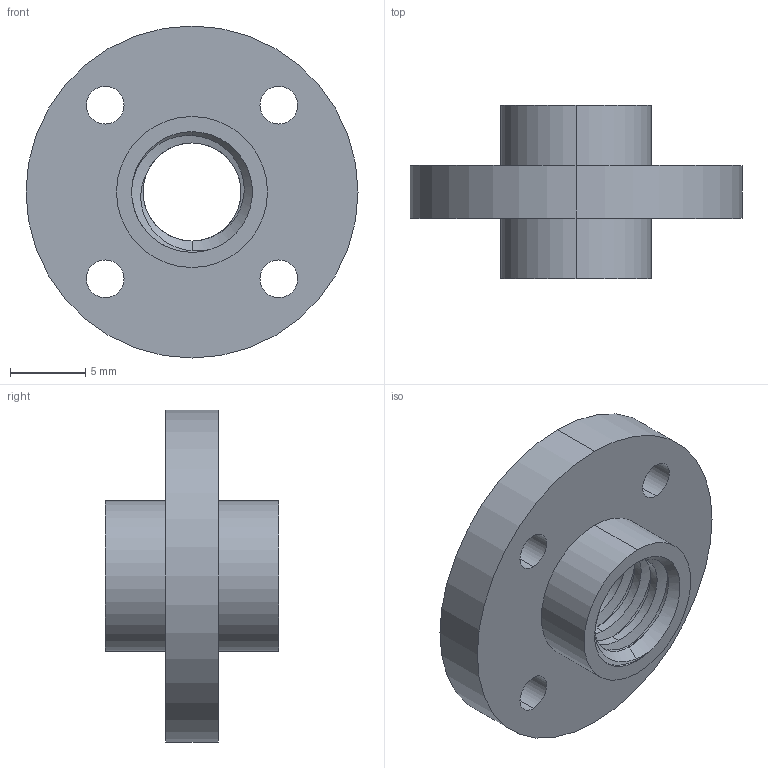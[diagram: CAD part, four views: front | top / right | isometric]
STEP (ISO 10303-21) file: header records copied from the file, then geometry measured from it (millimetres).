
FILE_DESCRIPTION (( 'STEP AP214' ), '1' );
FILE_NAME ('1187-B2P-A.STEP', '2015-10-12T08:19:15', ( '' ), ( '' ), 'SwSTEP 2.0', 'SolidWorks 2015', '' );
FILE_SCHEMA (( 'AUTOMOTIVE_DESIGN' ));
Length unit declared in the file: millimetre
Products named in the file (1): 1187-B2P-A
Bounding box: 22 x 11.5 x 22 mm (x, y, z)
Volume: 1411.1 mm3; surface area: 1682.1 mm2
Topology: 1 solids, 1 shells, 42 faces, 109 edges, 71 vertices
Faces by surface type: cylinder 29, cone 6, plane 4, bspline 3
Entity records: 3871 total; most frequent: CARTESIAN_POINT 2788, ORIENTED_EDGE 218, DIRECTION 184, EDGE_CURVE 109, AXIS2_PLACEMENT_3D 76, VERTEX_POINT 71, EDGE_LOOP 54, ADVANCED_FACE 42
